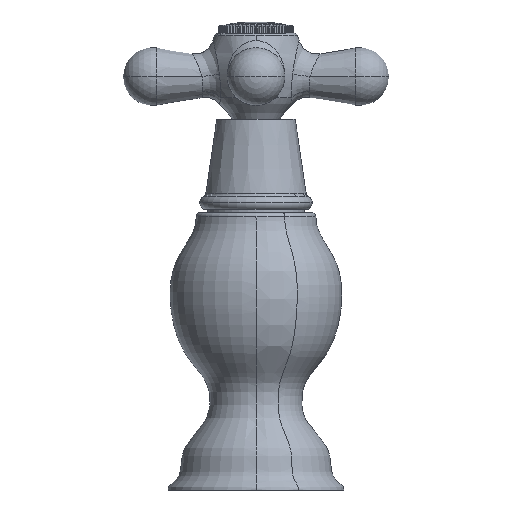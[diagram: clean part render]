
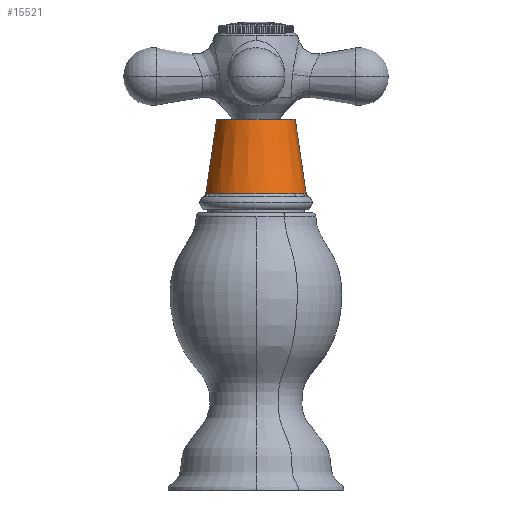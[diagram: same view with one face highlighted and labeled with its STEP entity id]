
A CAD part, front view. The second image highlights one B-rep face of the part: STEP entity #15521.
In plain terms, the highlighted conical face has half-angle 8.326 degrees and reference radius 11.969 mm.
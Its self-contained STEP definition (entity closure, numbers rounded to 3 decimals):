
#15309=CARTESIAN_POINT('Vertex',(13.413,0.,32.807)) ;
#15313=CARTESIAN_POINT('Control Point',(13.413,-0.065,32.807)) ;
#15314=CARTESIAN_POINT('Control Point',(13.413,-0.043,32.807)) ;
#15315=CARTESIAN_POINT('Control Point',(13.413,-0.022,32.807)) ;
#15316=CARTESIAN_POINT('Control Point',(13.413,0.,32.807)) ;
#15317=CARTESIAN_POINT('Vertex',(13.413,-0.065,32.807)) ;
#15338=CARTESIAN_POINT('Control Point',(-13.413,0.,32.807)) ;
#15339=CARTESIAN_POINT('Control Point',(-13.413,-2.104,32.807)) ;
#15340=CARTESIAN_POINT('Control Point',(-13.001,-4.207,32.807)) ;
#15341=CARTESIAN_POINT('Control Point',(-12.176,-6.203,32.807)) ;
#15342=CARTESIAN_POINT('Control Point',(-9.788,-9.764,32.807)) ;
#15343=CARTESIAN_POINT('Control Point',(-6.232,-12.161,32.807)) ;
#15344=CARTESIAN_POINT('Control Point',(-4.239,-12.991,32.807)) ;
#15345=CARTESIAN_POINT('Control Point',(-0.033,-13.826,32.807)) ;
#15346=CARTESIAN_POINT('Control Point',(4.176,-13.011,32.807)) ;
#15347=CARTESIAN_POINT('Control Point',(6.174,-12.19,32.807)) ;
#15348=CARTESIAN_POINT('Control Point',(9.741,-9.811,32.807)) ;
#15349=CARTESIAN_POINT('Control Point',(12.146,-6.262,32.807)) ;
#15350=CARTESIAN_POINT('Control Point',(12.98,-4.27,32.807)) ;
#15351=CARTESIAN_POINT('Control Point',(13.403,-2.168,32.807)) ;
#15352=CARTESIAN_POINT('Control Point',(13.413,-0.065,32.807)) ;
#15353=CARTESIAN_POINT('Vertex',(-13.413,0.,32.807)) ;
#15482=CARTESIAN_POINT('Axis2P3D Location',(0.,0.,42.675)) ;
#15487=CARTESIAN_POINT('Line Origine',(-72405.575,0.,-494646.963)) ;
#15491=CARTESIAN_POINT('Vertex',(-10.525,0.,52.543)) ;
#15494=CARTESIAN_POINT('Line Origine',(72405.575,0.,-494646.963)) ;
#15498=CARTESIAN_POINT('Vertex',(10.525,0.,52.543)) ;
#15501=CARTESIAN_POINT('Axis2P3D Location',(0.,0.,52.543)) ;
#15505=CARTESIAN_POINT('Vertex',(10.525,-0.094,52.543)) ;
#15508=CARTESIAN_POINT('Axis2P3D Location',(0.,0.,52.543)) ;
#15489=VECTOR('Line Direction',#15488,1.) ;
#15496=VECTOR('Line Direction',#15495,1.) ;
#15483=DIRECTION('Axis2P3D Direction',(0.,0.,-1.)) ;
#15484=DIRECTION('Axis2P3D XDirection',(1.,0.,0.)) ;
#15488=DIRECTION('Vector Direction',(-0.145,0.,-0.989)) ;
#15495=DIRECTION('Vector Direction',(0.145,0.,-0.989)) ;
#15502=DIRECTION('Axis2P3D Direction',(-0.,-0.,-1.)) ;
#15509=DIRECTION('Axis2P3D Direction',(-0.,-0.,-1.)) ;
#15485=AXIS2_PLACEMENT_3D('Cone Axis2P3D',#15482,#15483,#15484) ;
#15503=AXIS2_PLACEMENT_3D('Circle Axis2P3D',#15501,#15502,$) ;
#15510=AXIS2_PLACEMENT_3D('Circle Axis2P3D',#15508,#15509,$) ;
#15490=LINE('Line',#15487,#15489) ;
#15497=LINE('Line',#15494,#15496) ;
#15504=CIRCLE('generated circle',#15503,10.525) ;
#15511=CIRCLE('generated circle',#15510,10.525) ;
#15486=CONICAL_SURFACE('Cone',#15485,11.969,0.145) ;
#15319=EDGE_CURVE('',#15318,#15310,#15312,.T.) ;
#15355=EDGE_CURVE('',#15354,#15318,#15337,.T.) ;
#15493=EDGE_CURVE('',#15354,#15492,#15490,.F.) ;
#15500=EDGE_CURVE('',#15310,#15499,#15497,.F.) ;
#15507=EDGE_CURVE('',#15506,#15499,#15504,.F.) ;
#15512=EDGE_CURVE('',#15492,#15506,#15511,.F.) ;
#15514=ORIENTED_EDGE('',*,*,#15493,.F.) ;
#15515=ORIENTED_EDGE('',*,*,#15355,.T.) ;
#15516=ORIENTED_EDGE('',*,*,#15319,.T.) ;
#15517=ORIENTED_EDGE('',*,*,#15500,.T.) ;
#15518=ORIENTED_EDGE('',*,*,#15507,.F.) ;
#15519=ORIENTED_EDGE('',*,*,#15512,.F.) ;
#15513=EDGE_LOOP('',(#15514,#15515,#15516,#15517,#15518,#15519)) ;
#15310=VERTEX_POINT('',#15309) ;
#15318=VERTEX_POINT('',#15317) ;
#15354=VERTEX_POINT('',#15353) ;
#15492=VERTEX_POINT('',#15491) ;
#15499=VERTEX_POINT('',#15498) ;
#15506=VERTEX_POINT('',#15505) ;
#15521=ADVANCED_FACE('CP_27.1\\MANIFOLD_SOLID_BREP #715',(#15520),#15486,.T.) ;
#15312=B_SPLINE_CURVE_WITH_KNOTS('',3,(#15313,#15314,#15315,#15316),.UNSPECIFIED.,.F.,.U.,(4,4),(-0.035,0.035),.UNSPECIFIED.) ;
#15337=B_SPLINE_CURVE_WITH_KNOTS('',5,(#15338,#15339,#15340,#15341,#15342,#15343,#15344,#15345,#15346,#15347,#15348,#15349,#15350,#15351,#15352),.UNSPECIFIED.,.F.,.U.,(6,3,3,3,6),(-22.589,-11.295,0.,11.295,22.589),.UNSPECIFIED.) ;
#15520=FACE_OUTER_BOUND('',#15513,.T.) ;
